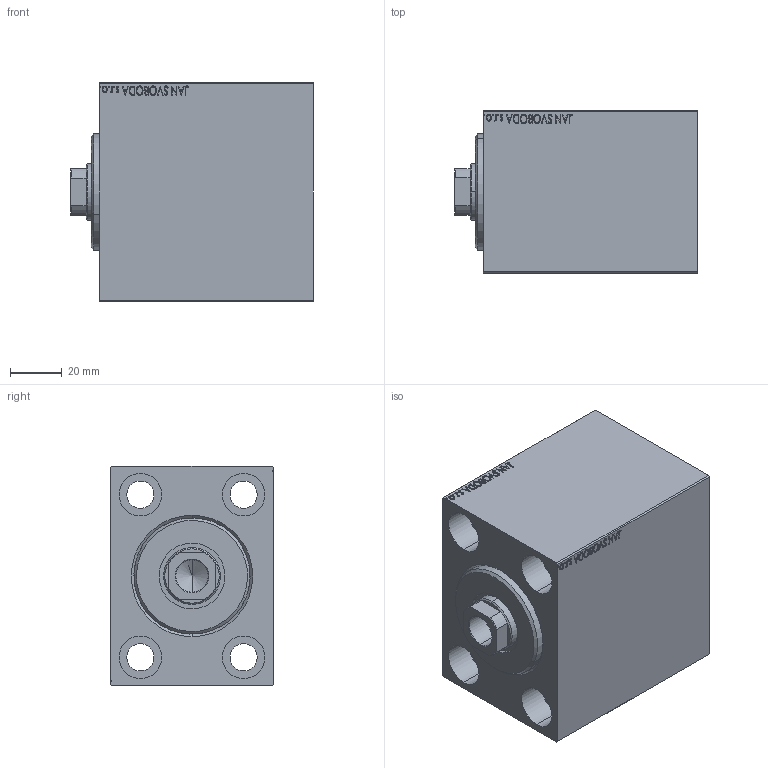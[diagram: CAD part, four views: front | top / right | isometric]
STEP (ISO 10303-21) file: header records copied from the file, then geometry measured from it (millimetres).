
FILE_DESCRIPTION (( 'STEP AP203' ), '1' );
FILE_NAME ('43f8.STEP', '2024-11-12T08:52:33', ( '' ), ( '' ), 'SwSTEP 2.0', 'SolidWorks 2019', '' );
FILE_SCHEMA (( 'CONFIG_CONTROL_DESIGN' ));
Length unit declared in the file: millimetre
Products named in the file (4): V450CM_VC_B 9fb2d9c121d45b7cdadedc54cd6346dc; V450CM_C_Body 9fb2d9c121d45b7cdadedc54cd6346dc; V450CM_C_VCP 9fb2d9c121d45b7cdadedc54cd6346dc; 43f8
Assembly tree (3 placements, depth 2):
  43f8
    V450CM_C_Body 9fb2d9c121d45b7cdadedc54cd6346dc
    V450CM_C_VCP 9fb2d9c121d45b7cdadedc54cd6346dc
    V450CM_VC_B 9fb2d9c121d45b7cdadedc54cd6346dc
Bounding box: 94 x 63 x 85 mm (x, y, z)
Volume: 396141.5 mm3; surface area: 71276.5 mm2
Topology: 3 solids, 3 shells, 863 faces, 2209 edges, 1465 vertices
Faces by surface type: plane 409, bspline 380, cylinder 60, cone 14
Entity records: 43975 total; most frequent: CARTESIAN_POINT 25095, ORIENTED_EDGE 4414, DIRECTION 2549, EDGE_CURVE 2207, VERTEX_POINT 1465, VECTOR 1303, LINE 1303, EDGE_LOOP 990
